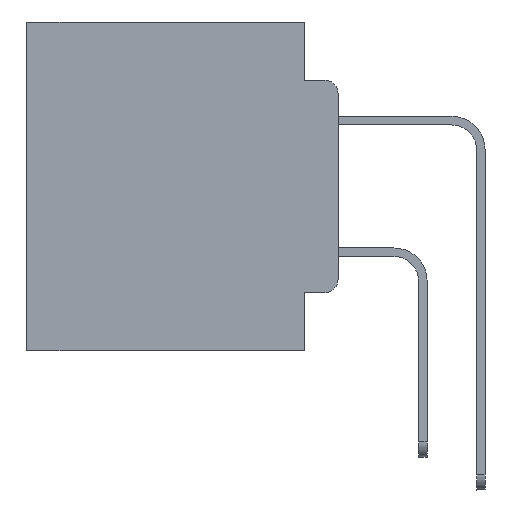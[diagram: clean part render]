
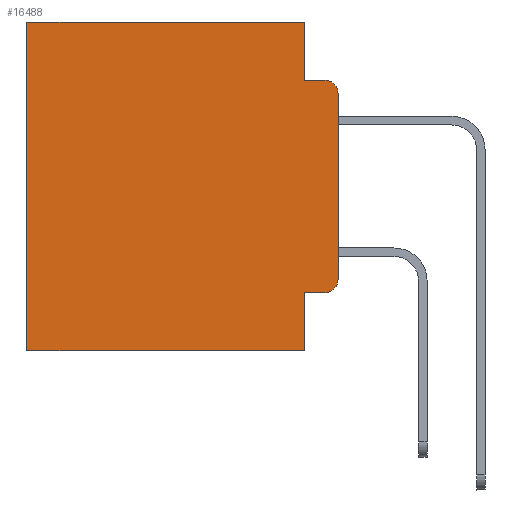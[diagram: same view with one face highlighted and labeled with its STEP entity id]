
A CAD part, left-side view. The second image highlights one B-rep face of the part: STEP entity #16488.
In plain terms, the highlighted planar face has unit normal (-1, 0, 0).
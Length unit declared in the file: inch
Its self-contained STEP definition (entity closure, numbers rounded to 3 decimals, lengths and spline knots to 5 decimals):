
#339 = CARTESIAN_POINT ( 'NONE',  ( 0.298, 0.473, 0. ) ) ;
#537 = ORIENTED_EDGE ( 'NONE', *, *, #4368, .F. ) ;
#676 = CARTESIAN_POINT ( 'NONE',  ( 0.298, 0.02, -0.3915 ) ) ;
#1676 = CARTESIAN_POINT ( 'NONE',  ( 0.298, 0.473, -0.5 ) ) ;
#1818 = ORIENTED_EDGE ( 'NONE', *, *, #15112, .T. ) ;
#2555 = VERTEX_POINT ( 'NONE', #24526 ) ;
#2879 = ORIENTED_EDGE ( 'NONE', *, *, #25993, .T. ) ;
#3303 = LINE ( 'NONE', #26492, #10846 ) ;
#3988 = EDGE_CURVE ( 'NONE', #20523, #8313, #11236, .T. ) ;
#4368 = EDGE_CURVE ( 'NONE', #25846, #11281, #20936, .T. ) ;
#4385 = CARTESIAN_POINT ( 'NONE',  ( 0.298, 0.051, 0. ) ) ;
#4696 = CARTESIAN_POINT ( 'NONE',  ( 0.298, 0.051, -0.0885 ) ) ;
#4882 = DIRECTION ( 'NONE',  ( 0., 0., -1. ) ) ;
#5145 = ORIENTED_EDGE ( 'NONE', *, *, #6537, .F. ) ;
#5591 = ORIENTED_EDGE ( 'NONE', *, *, #7265, .F. ) ;
#6146 = EDGE_CURVE ( 'NONE', #14770, #2555, #9360, .T. ) ;
#6537 = EDGE_CURVE ( 'NONE', #14770, #19532, #7433, .T. ) ;
#7265 = EDGE_CURVE ( 'NONE', #11281, #11131, #20291, .T. ) ;
#7433 = LINE ( 'NONE', #9576, #7447 ) ;
#7447 = VECTOR ( 'NONE', #29991, 39.37008 ) ;
#7983 = LINE ( 'NONE', #15300, #8710 ) ;
#8313 = VERTEX_POINT ( 'NONE', #11364 ) ;
#8577 = CARTESIAN_POINT ( 'NONE',  ( 0.298, 0.051, 0. ) ) ;
#8710 = VECTOR ( 'NONE', #19852, 39.37008 ) ;
#8872 = DIRECTION ( 'NONE',  ( 0., 1., 0. ) ) ;
#9024 = CARTESIAN_POINT ( 'NONE',  ( 0.298, 0., -0.5 ) ) ;
#9360 = CIRCLE ( 'NONE', #18108, 0.02 ) ;
#9576 = CARTESIAN_POINT ( 'NONE',  ( 0.298, 0., 0. ) ) ;
#10846 = VECTOR ( 'NONE', #12615, 39.37008 ) ;
#11131 = VERTEX_POINT ( 'NONE', #1676 ) ;
#11206 = CARTESIAN_POINT ( 'NONE',  ( 0.298, 0.051, 0. ) ) ;
#11236 = LINE ( 'NONE', #4385, #11437 ) ;
#11281 = VERTEX_POINT ( 'NONE', #26088 ) ;
#11364 = CARTESIAN_POINT ( 'NONE',  ( 0.298, 0.051, -0.0885 ) ) ;
#11437 = VECTOR ( 'NONE', #18086, 39.37008 ) ;
#11548 = DIRECTION ( 'NONE',  ( 0., -1., 0. ) ) ;
#11731 = DIRECTION ( 'NONE',  ( -1., 0., 0. ) ) ;
#12110 = DIRECTION ( 'NONE',  ( -1., 0., 0. ) ) ;
#12163 = CARTESIAN_POINT ( 'NONE',  ( 0.298, 0.051, -0.4115 ) ) ;
#12257 = DIRECTION ( 'NONE',  ( 0., 0., -1. ) ) ;
#12615 = DIRECTION ( 'NONE',  ( 0., 1., 0. ) ) ;
#12970 = VECTOR ( 'NONE', #19607, 39.37008 ) ;
#13272 = EDGE_CURVE ( 'NONE', #18393, #19532, #16028, .T. ) ;
#13295 = DIRECTION ( 'NONE',  ( 0., 0., -1. ) ) ;
#13530 = CARTESIAN_POINT ( 'NONE',  ( 0.298, 0., -0.3915 ) ) ;
#13573 = AXIS2_PLACEMENT_3D ( 'NONE', #676, #12110, #12257 ) ;
#13816 = VECTOR ( 'NONE', #11548, 39.37008 ) ;
#14488 = ORIENTED_EDGE ( 'NONE', *, *, #19710, .T. ) ;
#14590 = AXIS2_PLACEMENT_3D ( 'NONE', #17570, #26888, #13295 ) ;
#14733 = CARTESIAN_POINT ( 'NONE',  ( 0.298, 0.02, -0.4115 ) ) ;
#14770 = VERTEX_POINT ( 'NONE', #20921 ) ;
#15112 = EDGE_CURVE ( 'NONE', #21554, #11131, #7983, .T. ) ;
#15153 = PLANE ( 'NONE',  #14590 ) ;
#15300 = CARTESIAN_POINT ( 'NONE',  ( 0.298, 0.473, 0. ) ) ;
#16028 = CIRCLE ( 'NONE', #13573, 0.02 ) ;
#16436 = LINE ( 'NONE', #4696, #13816 ) ;
#16488 = ADVANCED_FACE ( 'NONE', ( #24749 ), #15153, .F. ) ;
#17570 = CARTESIAN_POINT ( 'NONE',  ( 0.298, 0., 0. ) ) ;
#18086 = DIRECTION ( 'NONE',  ( 0., 0., -1. ) ) ;
#18108 = AXIS2_PLACEMENT_3D ( 'NONE', #19023, #11731, #4882 ) ;
#18202 = DIRECTION ( 'NONE',  ( 0., 0., -1. ) ) ;
#18393 = VERTEX_POINT ( 'NONE', #14733 ) ;
#19023 = CARTESIAN_POINT ( 'NONE',  ( 0.298, 0.02, -0.1085 ) ) ;
#19037 = ORIENTED_EDGE ( 'NONE', *, *, #3988, .F. ) ;
#19532 = VERTEX_POINT ( 'NONE', #13530 ) ;
#19607 = DIRECTION ( 'NONE',  ( 0., -1., 0. ) ) ;
#19710 = EDGE_CURVE ( 'NONE', #20523, #21554, #3303, .T. ) ;
#19852 = DIRECTION ( 'NONE',  ( 0., 0., -1. ) ) ;
#19950 = ORIENTED_EDGE ( 'NONE', *, *, #13272, .T. ) ;
#20291 = LINE ( 'NONE', #9024, #21567 ) ;
#20523 = VERTEX_POINT ( 'NONE', #8577 ) ;
#20539 = EDGE_CURVE ( 'NONE', #8313, #2555, #16436, .T. ) ;
#20921 = CARTESIAN_POINT ( 'NONE',  ( 0.298, 0., -0.1085 ) ) ;
#20936 = LINE ( 'NONE', #11206, #22642 ) ;
#21554 = VERTEX_POINT ( 'NONE', #339 ) ;
#21567 = VECTOR ( 'NONE', #8872, 39.37008 ) ;
#21583 = LINE ( 'NONE', #24349, #12970 ) ;
#22642 = VECTOR ( 'NONE', #18202, 39.37008 ) ;
#24349 = CARTESIAN_POINT ( 'NONE',  ( 0.298, 0.051, -0.4115 ) ) ;
#24526 = CARTESIAN_POINT ( 'NONE',  ( 0.298, 0.02, -0.0885 ) ) ;
#24749 = FACE_OUTER_BOUND ( 'NONE', #25557, .T. ) ;
#25557 = EDGE_LOOP ( 'NONE', ( #5145, #29912, #27655, #19037, #14488, #1818, #5591, #537, #2879, #19950 ) ) ;
#25846 = VERTEX_POINT ( 'NONE', #12163 ) ;
#25993 = EDGE_CURVE ( 'NONE', #25846, #18393, #21583, .T. ) ;
#26088 = CARTESIAN_POINT ( 'NONE',  ( 0.298, 0.051, -0.5 ) ) ;
#26492 = CARTESIAN_POINT ( 'NONE',  ( 0.298, 0., 0. ) ) ;
#26888 = DIRECTION ( 'NONE',  ( 1., 0., 0. ) ) ;
#27655 = ORIENTED_EDGE ( 'NONE', *, *, #20539, .F. ) ;
#29912 = ORIENTED_EDGE ( 'NONE', *, *, #6146, .T. ) ;
#29991 = DIRECTION ( 'NONE',  ( 0., 0., -1. ) ) ;
